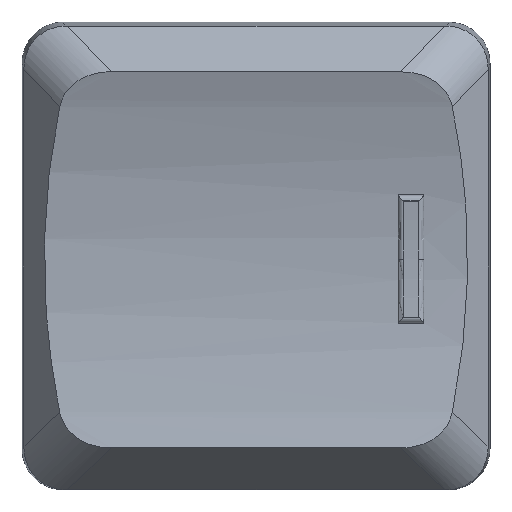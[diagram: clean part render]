
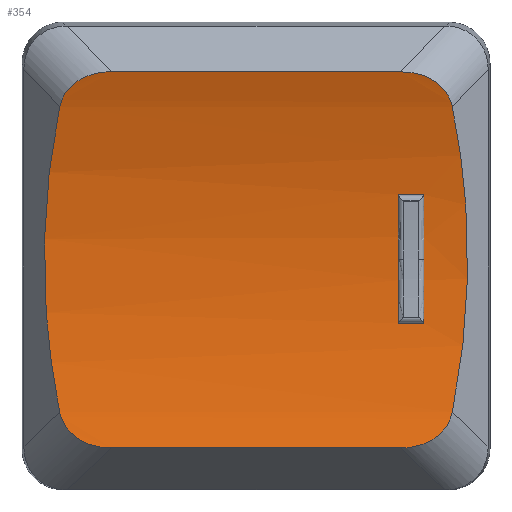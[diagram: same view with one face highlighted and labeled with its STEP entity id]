
A CAD part, front view. The second image highlights one B-rep face of the part: STEP entity #354.
In plain terms, the highlighted cylindrical face has radius 24.9 mm (diameter 49.8 mm), a partial arc.
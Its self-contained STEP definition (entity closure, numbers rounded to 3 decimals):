
#58=CARTESIAN_POINT('',(24.915,-1.978,11.426));
#59=VERTEX_POINT('',#58);
#66=CARTESIAN_POINT('',(23.915,-1.978,11.426));
#67=VERTEX_POINT('',#66);
#68=CARTESIAN_POINT('',(23.915,-1.978,11.426));
#69=DIRECTION('',(1.,0.,-0.));
#70=VECTOR('',#69,1.);
#71=LINE('',#68,#70);
#72=EDGE_CURVE('',#67,#59,#71,.T.);
#90=CARTESIAN_POINT('',(23.915,-1.804,6.449));
#91=VERTEX_POINT('',#90);
#115=CARTESIAN_POINT('',(23.915,-26.651,8.073));
#116=DIRECTION('',(1.,0.,-0.));
#117=DIRECTION('',(-0.,0.,-1.));
#118=AXIS2_PLACEMENT_3D('',#115,#116,#117);
#119=CIRCLE('',#118,24.9);
#120=EDGE_CURVE('',#91,#67,#119,.T.);
#155=CARTESIAN_POINT('',(24.915,-1.804,6.449));
#156=VERTEX_POINT('',#155);
#157=CARTESIAN_POINT('',(24.915,-1.804,6.449));
#158=DIRECTION('',(-1.,-0.,0.));
#159=VECTOR('',#158,1.);
#160=LINE('',#157,#159);
#161=EDGE_CURVE('',#156,#91,#160,.T.);
#195=CARTESIAN_POINT('',(24.915,-26.651,8.073));
#196=DIRECTION('',(-1.,-0.,0.));
#197=DIRECTION('',(-0.,0.,-1.));
#198=AXIS2_PLACEMENT_3D('',#195,#196,#197);
#199=CIRCLE('',#198,24.9);
#200=EDGE_CURVE('',#59,#156,#199,.T.);
#205=CARTESIAN_POINT('',(28.415,-26.651,8.073));
#206=DIRECTION('',(-1.,-0.,0.));
#207=DIRECTION('',(0.,-0.999,-0.035));
#208=AXIS2_PLACEMENT_3D('',#205,#206,#207);
#209=CYLINDRICAL_SURFACE('',#208,24.9);
#210=CARTESIAN_POINT('',(26.012,-2.271,3.009));
#211=VERTEX_POINT('',#210);
#212=CARTESIAN_POINT('',(26.012,-2.684,14.826));
#213=VERTEX_POINT('',#212);
#214=CARTESIAN_POINT('',(5.716,-26.651,8.073));
#215=DIRECTION('',(0.766,-0.642,-0.022));
#216=DIRECTION('',(-0.643,-0.766,-0.027));
#217=AXIS2_PLACEMENT_3D('',#214,#215,#216);
#218=ELLIPSE('',#217,32.505,24.9);
#219=EDGE_CURVE('',#211,#213,#218,.T.);
#220=ORIENTED_EDGE('',*,*,#219,.T.);
#221=CARTESIAN_POINT('',(24.011,-3.108,16.181));
#222=VERTEX_POINT('',#221);
#223=CARTESIAN_POINT('',(24.011,-3.108,16.181));
#224=CARTESIAN_POINT('',(24.235,-3.108,16.181));
#225=CARTESIAN_POINT('',(24.455,-3.1,16.157));
#226=CARTESIAN_POINT('',(24.67,-3.081,16.104));
#227=CARTESIAN_POINT('',(24.778,-3.072,16.077));
#228=CARTESIAN_POINT('',(24.884,-3.061,16.042));
#229=CARTESIAN_POINT('',(24.986,-3.046,16.));
#230=CARTESIAN_POINT('',(25.088,-3.032,15.959));
#231=CARTESIAN_POINT('',(25.186,-3.016,15.909));
#232=CARTESIAN_POINT('',(25.279,-2.997,15.852));
#233=CARTESIAN_POINT('',(25.372,-2.978,15.794));
#234=CARTESIAN_POINT('',(25.461,-2.956,15.727));
#235=CARTESIAN_POINT('',(25.541,-2.933,15.654));
#236=CARTESIAN_POINT('',(25.621,-2.91,15.581));
#237=CARTESIAN_POINT('',(25.692,-2.884,15.501));
#238=CARTESIAN_POINT('',(25.755,-2.857,15.413));
#239=CARTESIAN_POINT('',(25.818,-2.83,15.326));
#240=CARTESIAN_POINT('',(25.873,-2.802,15.231));
#241=CARTESIAN_POINT('',(25.915,-2.772,15.132));
#242=CARTESIAN_POINT('',(25.958,-2.743,15.034));
#243=CARTESIAN_POINT('',(25.99,-2.714,14.932));
#244=CARTESIAN_POINT('',(26.012,-2.684,14.826));
#245=B_SPLINE_CURVE_WITH_KNOTS('',3,(#223,#224,#225,#226,#227,#228,#229,#230,#231,#232,#233,#234,#235,#236,#237,#238,#239,#240,#241,#242,#243,#244),.UNSPECIFIED.,.F.,.F.,(4,3,3,3,3,3,3,4),(0.,0.001,0.001,0.001,0.002,0.002,0.002,0.003),.UNSPECIFIED.);
#246=EDGE_CURVE('',#222,#213,#245,.T.);
#247=ORIENTED_EDGE('',*,*,#246,.F.);
#248=CARTESIAN_POINT('',(12.819,-3.108,16.181));
#249=VERTEX_POINT('',#248);
#250=CARTESIAN_POINT('',(24.011,-3.108,16.181));
#251=DIRECTION('',(-1.,-0.,0.));
#252=VECTOR('',#251,11.193);
#253=LINE('',#250,#252);
#254=EDGE_CURVE('',#222,#249,#253,.T.);
#255=ORIENTED_EDGE('',*,*,#254,.T.);
#256=CARTESIAN_POINT('',(10.817,-2.684,14.826));
#257=VERTEX_POINT('',#256);
#258=CARTESIAN_POINT('',(10.817,-2.684,14.826));
#259=CARTESIAN_POINT('',(10.839,-2.714,14.932));
#260=CARTESIAN_POINT('',(10.871,-2.743,15.034));
#261=CARTESIAN_POINT('',(10.914,-2.772,15.132));
#262=CARTESIAN_POINT('',(10.957,-2.801,15.23));
#263=CARTESIAN_POINT('',(11.011,-2.83,15.325));
#264=CARTESIAN_POINT('',(11.074,-2.857,15.412));
#265=CARTESIAN_POINT('',(11.137,-2.884,15.5));
#266=CARTESIAN_POINT('',(11.208,-2.909,15.58));
#267=CARTESIAN_POINT('',(11.289,-2.933,15.654));
#268=CARTESIAN_POINT('',(11.369,-2.956,15.727));
#269=CARTESIAN_POINT('',(11.457,-2.978,15.794));
#270=CARTESIAN_POINT('',(11.55,-2.997,15.851));
#271=CARTESIAN_POINT('',(11.736,-3.035,15.967));
#272=CARTESIAN_POINT('',(11.945,-3.063,16.05));
#273=CARTESIAN_POINT('',(12.159,-3.081,16.103));
#274=CARTESIAN_POINT('',(12.372,-3.099,16.156));
#275=CARTESIAN_POINT('',(12.595,-3.108,16.181));
#276=CARTESIAN_POINT('',(12.819,-3.108,16.181));
#277=B_SPLINE_CURVE_WITH_KNOTS('',3,(#258,#259,#260,#261,#262,#263,#264,#265,#266,#267,#268,#269,#270,#271,#272,#273,#274,#275,#276),.UNSPECIFIED.,.F.,.F.,(4,3,3,3,3,3,4),(0.,0.,0.001,0.001,0.001,0.002,0.003),.UNSPECIFIED.);
#278=EDGE_CURVE('',#257,#249,#277,.T.);
#279=ORIENTED_EDGE('',*,*,#278,.F.);
#280=CARTESIAN_POINT('',(10.817,-2.271,3.009));
#281=VERTEX_POINT('',#280);
#282=CARTESIAN_POINT('',(31.113,-26.651,8.073));
#283=DIRECTION('',(-0.766,-0.642,-0.022));
#284=DIRECTION('',(-0.643,0.766,0.027));
#285=AXIS2_PLACEMENT_3D('',#282,#283,#284);
#286=ELLIPSE('',#285,32.505,24.9);
#287=EDGE_CURVE('',#257,#281,#286,.T.);
#288=ORIENTED_EDGE('',*,*,#287,.T.);
#289=CARTESIAN_POINT('',(12.819,-2.6,1.627));
#290=VERTEX_POINT('',#289);
#291=CARTESIAN_POINT('',(12.819,-2.6,1.627));
#292=CARTESIAN_POINT('',(12.595,-2.6,1.627));
#293=CARTESIAN_POINT('',(12.375,-2.593,1.652));
#294=CARTESIAN_POINT('',(12.16,-2.579,1.706));
#295=CARTESIAN_POINT('',(12.052,-2.571,1.734));
#296=CARTESIAN_POINT('',(11.945,-2.562,1.769));
#297=CARTESIAN_POINT('',(11.843,-2.551,1.811));
#298=CARTESIAN_POINT('',(11.742,-2.54,1.854));
#299=CARTESIAN_POINT('',(11.644,-2.527,1.904));
#300=CARTESIAN_POINT('',(11.551,-2.512,1.963));
#301=CARTESIAN_POINT('',(11.457,-2.497,2.022));
#302=CARTESIAN_POINT('',(11.369,-2.48,2.09));
#303=CARTESIAN_POINT('',(11.289,-2.462,2.165));
#304=CARTESIAN_POINT('',(11.209,-2.444,2.24));
#305=CARTESIAN_POINT('',(11.138,-2.424,2.321));
#306=CARTESIAN_POINT('',(11.075,-2.403,2.41));
#307=CARTESIAN_POINT('',(11.011,-2.382,2.499));
#308=CARTESIAN_POINT('',(10.957,-2.36,2.597));
#309=CARTESIAN_POINT('',(10.914,-2.338,2.697));
#310=CARTESIAN_POINT('',(10.872,-2.316,2.797));
#311=CARTESIAN_POINT('',(10.839,-2.294,2.901));
#312=CARTESIAN_POINT('',(10.817,-2.271,3.009));
#313=B_SPLINE_CURVE_WITH_KNOTS('',3,(#291,#292,#293,#294,#295,#296,#297,#298,#299,#300,#301,#302,#303,#304,#305,#306,#307,#308,#309,#310,#311,#312),.UNSPECIFIED.,.F.,.F.,(4,3,3,3,3,3,3,4),(0.,0.001,0.001,0.001,0.002,0.002,0.002,0.003),.UNSPECIFIED.);
#314=EDGE_CURVE('',#290,#281,#313,.T.);
#315=ORIENTED_EDGE('',*,*,#314,.F.);
#316=CARTESIAN_POINT('',(24.011,-2.6,1.627));
#317=VERTEX_POINT('',#316);
#318=CARTESIAN_POINT('',(12.819,-2.6,1.627));
#319=DIRECTION('',(1.,0.,-0.));
#320=VECTOR('',#319,11.193);
#321=LINE('',#318,#320);
#322=EDGE_CURVE('',#290,#317,#321,.T.);
#323=ORIENTED_EDGE('',*,*,#322,.T.);
#324=CARTESIAN_POINT('',(26.012,-2.271,3.009));
#325=CARTESIAN_POINT('',(25.99,-2.294,2.901));
#326=CARTESIAN_POINT('',(25.958,-2.316,2.797));
#327=CARTESIAN_POINT('',(25.916,-2.338,2.697));
#328=CARTESIAN_POINT('',(25.873,-2.36,2.598));
#329=CARTESIAN_POINT('',(25.819,-2.382,2.501));
#330=CARTESIAN_POINT('',(25.756,-2.403,2.411));
#331=CARTESIAN_POINT('',(25.693,-2.424,2.322));
#332=CARTESIAN_POINT('',(25.621,-2.444,2.24));
#333=CARTESIAN_POINT('',(25.541,-2.462,2.165));
#334=CARTESIAN_POINT('',(25.461,-2.48,2.09));
#335=CARTESIAN_POINT('',(25.373,-2.497,2.022));
#336=CARTESIAN_POINT('',(25.28,-2.512,1.964));
#337=CARTESIAN_POINT('',(25.094,-2.542,1.846));
#338=CARTESIAN_POINT('',(24.885,-2.564,1.761));
#339=CARTESIAN_POINT('',(24.671,-2.579,1.706));
#340=CARTESIAN_POINT('',(24.457,-2.593,1.652));
#341=CARTESIAN_POINT('',(24.235,-2.6,1.627));
#342=CARTESIAN_POINT('',(24.011,-2.6,1.627));
#343=B_SPLINE_CURVE_WITH_KNOTS('',3,(#324,#325,#326,#327,#328,#329,#330,#331,#332,#333,#334,#335,#336,#337,#338,#339,#340,#341,#342),.UNSPECIFIED.,.F.,.F.,(4,3,3,3,3,3,4),(0.,0.,0.001,0.001,0.001,0.002,0.003),.UNSPECIFIED.);
#344=EDGE_CURVE('',#211,#317,#343,.T.);
#345=ORIENTED_EDGE('',*,*,#344,.F.);
#346=EDGE_LOOP('',(#220,#247,#255,#279,#288,#315,#323,#345));
#347=FACE_BOUND('',#346,.T.);
#348=ORIENTED_EDGE('',*,*,#200,.T.);
#349=ORIENTED_EDGE('',*,*,#161,.T.);
#350=ORIENTED_EDGE('',*,*,#120,.T.);
#351=ORIENTED_EDGE('',*,*,#72,.T.);
#352=EDGE_LOOP('',(#348,#349,#350,#351));
#353=FACE_BOUND('',#352,.T.);
#354=ADVANCED_FACE('',(#347,#353),#209,.F.);
